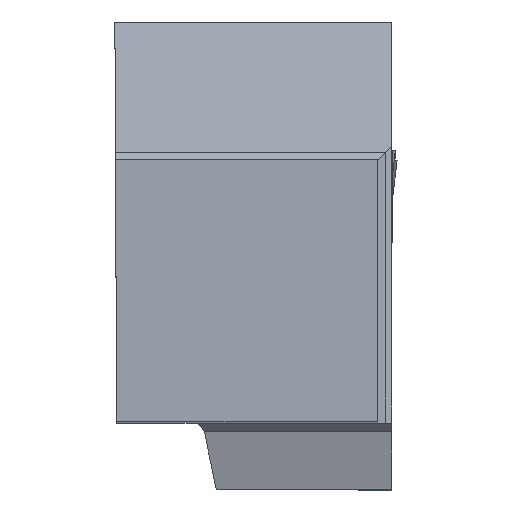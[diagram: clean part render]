
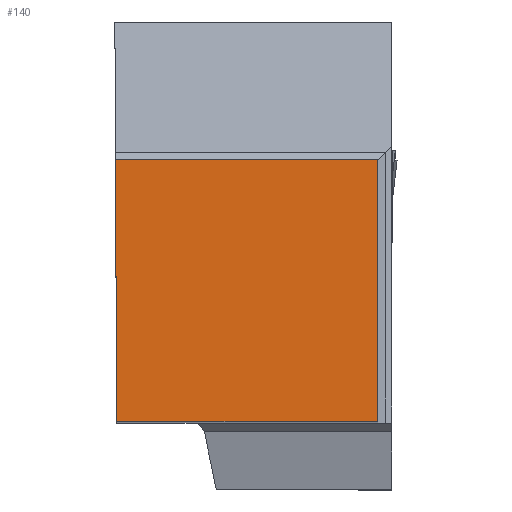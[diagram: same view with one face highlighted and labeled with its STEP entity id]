
A CAD part, top view. The second image highlights one B-rep face of the part: STEP entity #140.
In plain terms, the highlighted planar face has unit normal (0, 0, 1).
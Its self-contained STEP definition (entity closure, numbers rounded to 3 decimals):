
#140=ADVANCED_FACE('BLANK_BOXF006',(#236),#185,.F.);
#185=PLANE('',#1244);
#236=FACE_OUTER_BOUND('',#290,.T.);
#290=EDGE_LOOP('',(#539,#540,#541,#542));
#539=ORIENTED_EDGE('',*,*,#854,.T.);
#540=ORIENTED_EDGE('',*,*,#855,.T.);
#541=ORIENTED_EDGE('',*,*,#850,.T.);
#542=ORIENTED_EDGE('',*,*,#856,.T.);
#720=VERTEX_POINT('',#1864);
#721=VERTEX_POINT('',#1866);
#724=VERTEX_POINT('',#1874);
#725=VERTEX_POINT('',#1875);
#850=EDGE_CURVE('',#721,#720,#972,.T.);
#854=EDGE_CURVE('',#724,#725,#976,.T.);
#855=EDGE_CURVE('',#725,#721,#977,.T.);
#856=EDGE_CURVE('',#720,#724,#978,.T.);
#972=LINE('',#1865,#1094);
#976=LINE('',#1873,#1098);
#977=LINE('',#1876,#1099);
#978=LINE('',#1877,#1100);
#1094=VECTOR('',#1485,1.);
#1098=VECTOR('',#1491,1.);
#1099=VECTOR('',#1492,1.);
#1100=VECTOR('',#1493,1.);
#1244=AXIS2_PLACEMENT_3D('',#1878,#1494,#1495);
#1485=DIRECTION('',(0.004,-1.,0.));
#1491=DIRECTION('',(0.,1.,0.));
#1492=DIRECTION('',(-1.,0.,0.));
#1493=DIRECTION('',(1.,0.,0.));
#1494=DIRECTION('',(0.,0.,-1.));
#1495=DIRECTION('',(0.,-1.,0.));
#1864=CARTESIAN_POINT('',(0.069,0.,0.));
#1865=CARTESIAN_POINT('',(-0.371,100.849,0.));
#1866=CARTESIAN_POINT('',(0.,15.875,0.));
#1873=CARTESIAN_POINT('',(15.875,-100.85,0.));
#1874=CARTESIAN_POINT('',(15.875,0.,0.));
#1875=CARTESIAN_POINT('',(15.875,15.875,0.));
#1876=CARTESIAN_POINT('',(100.85,15.875,0.));
#1877=CARTESIAN_POINT('',(-100.85,0.,0.));
#1878=CARTESIAN_POINT('',(16.75,-4.,0.));
